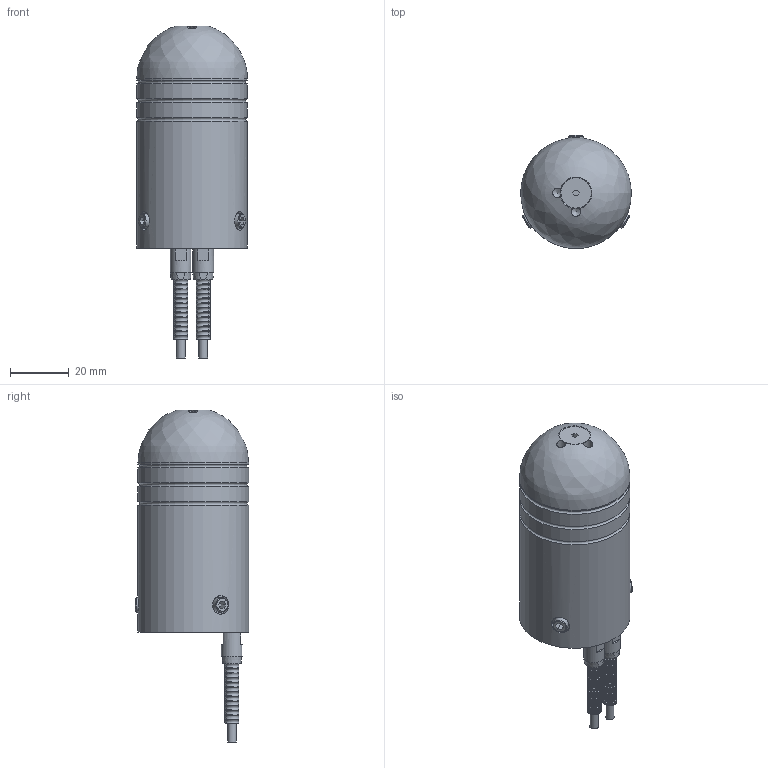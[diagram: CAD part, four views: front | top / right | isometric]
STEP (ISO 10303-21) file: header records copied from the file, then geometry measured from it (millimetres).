
FILE_DESCRIPTION((''),'2;1');
FILE_NAME('MAU300.stp','2011-04-14T11:25:34',('thomasl'),(''),'Autodesk Inventor 2011','Autodesk Inventor 2011','');
FILE_SCHEMA(('AUTOMOTIVE_DESIGN { 1 0 10303 214 1 1 1 1 }'));
Length unit declared in the file: inch
Products named in the file (2): FI1035-B (SubstituteLevelofDetail1); FI1035-B_Substitute_1
Assembly tree (1 placements, depth 2):
  FI1035-B (SubstituteLevelofDetail1)
    FI1035-B_Substitute_1
Bounding box: 37.59 x 38.48 x 112.77 mm (x, y, z)
Volume: 60461.9 mm3; surface area: 26762.1 mm2
Topology: 3 solids, 6 shells, 421 faces, 1097 edges, 691 vertices
Faces by surface type: plane 150, torus 128, cylinder 107, cone 35, bspline 1
Full cylindrical faces by diameter (mm): 2.921 x2, 3.048 x2, 3.175 x4, 3.302 x2, 4.064 x2, 4.089 x6, 4.801 x2, 4.826 x4, 5.156 x1, 5.207 x2, 5.334 x2, 5.715 x2, 5.791 x2, 6.35 x3, 7.061 x2, 7.874 x1, 8.026 x1, 12.7 x1, 19.05 x1, 19.177 x1, 34.29 x1, 35.306 x1, 37.592 x4
Entity records: 12644 total; most frequent: CARTESIAN_POINT 2806, DIRECTION 1972, ORIENTED_EDGE 1690, EDGE_CURVE 845, AXIS2_PLACEMENT_3D 815, EDGE_LOOP 690, VERTEX_POINT 639, STYLED_ITEM 424
